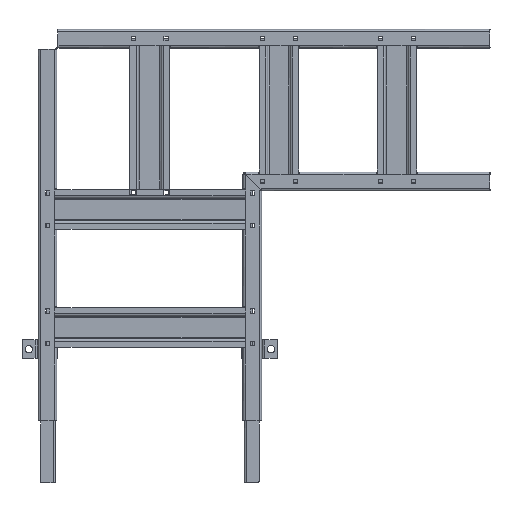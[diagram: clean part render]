
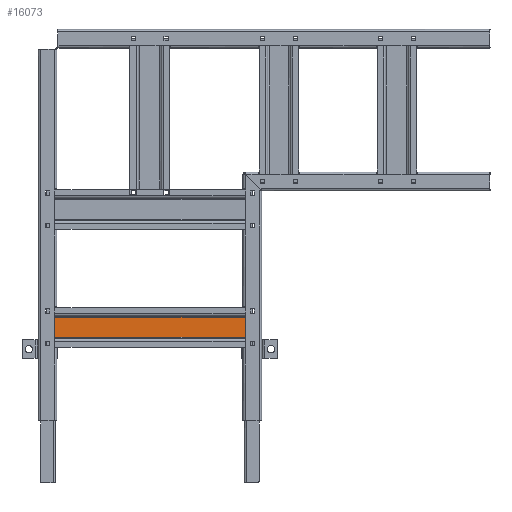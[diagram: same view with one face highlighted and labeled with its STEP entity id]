
A CAD part, front view. The second image highlights one B-rep face of the part: STEP entity #16073.
In plain terms, the highlighted free-form (B-spline) face has degree [1, 1] with [2, 2] control points.
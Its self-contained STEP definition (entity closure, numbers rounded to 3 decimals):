
#16073 = ADVANCED_FACE('',(#16074),#16104,.F.);
#16074 = FACE_BOUND('',#16075,.T.);
#16075 = EDGE_LOOP('',(#16076,#16085,#16092,#16099));
#16076 = ORIENTED_EDGE('',*,*,#16077,.F.);
#16077 = EDGE_CURVE('',#16078,#16080,#16082,.T.);
#16078 = VERTEX_POINT('',#16079);
#16079 = CARTESIAN_POINT('',(942.553,1081.887,
    1481.42));
#16080 = VERTEX_POINT('',#16081);
#16081 = CARTESIAN_POINT('',(459.384,1081.887,
    1481.42));
#16082 = B_SPLINE_CURVE_WITH_KNOTS('',1,(#16083,#16084),.UNSPECIFIED.,
  .F.,.F.,(2,2),(0.,356.),.PIECEWISE_BEZIER_KNOTS.);
#16083 = CARTESIAN_POINT('',(942.553,1081.887,
    1481.42));
#16084 = CARTESIAN_POINT('',(459.384,1081.887,
    1481.42));
#16085 = ORIENTED_EDGE('',*,*,#16086,.F.);
#16086 = EDGE_CURVE('',#16087,#16078,#16089,.T.);
#16087 = VERTEX_POINT('',#16088);
#16088 = CARTESIAN_POINT('',(942.553,1081.887,
    1524.851));
#16089 = B_SPLINE_CURVE_WITH_KNOTS('',1,(#16090,#16091),.UNSPECIFIED.,
  .F.,.F.,(2,2),(-36.,-4.),.PIECEWISE_BEZIER_KNOTS.);
#16090 = CARTESIAN_POINT('',(942.553,1081.887,
    1524.851));
#16091 = CARTESIAN_POINT('',(942.553,1081.887,
    1481.42));
#16092 = ORIENTED_EDGE('',*,*,#16093,.F.);
#16093 = EDGE_CURVE('',#16094,#16087,#16096,.T.);
#16094 = VERTEX_POINT('',#16095);
#16095 = CARTESIAN_POINT('',(459.384,1081.887,
    1524.851));
#16096 = B_SPLINE_CURVE_WITH_KNOTS('',1,(#16097,#16098),.UNSPECIFIED.,
  .F.,.F.,(2,2),(0.,356.),.PIECEWISE_BEZIER_KNOTS.);
#16097 = CARTESIAN_POINT('',(459.384,1081.887,
    1524.851));
#16098 = CARTESIAN_POINT('',(942.553,1081.887,
    1524.851));
#16099 = ORIENTED_EDGE('',*,*,#16100,.F.);
#16100 = EDGE_CURVE('',#16080,#16094,#16101,.T.);
#16101 = B_SPLINE_CURVE_WITH_KNOTS('',1,(#16102,#16103),.UNSPECIFIED.,
  .F.,.F.,(2,2),(4.,36.),.PIECEWISE_BEZIER_KNOTS.);
#16102 = CARTESIAN_POINT('',(459.384,1081.887,
    1481.42));
#16103 = CARTESIAN_POINT('',(459.384,1081.887,
    1524.851));
#16104 = B_SPLINE_SURFACE_WITH_KNOTS('',1,1,(
    (#16105,#16106)
    ,(#16107,#16108
    )),.UNSPECIFIED.,.F.,.F.,.F.,(2,2),(2,2),(-16.,16.),(-178.,178.),
  .PIECEWISE_BEZIER_KNOTS.);
#16105 = CARTESIAN_POINT('',(459.384,1081.887,
    1481.42));
#16106 = CARTESIAN_POINT('',(942.553,1081.887,
    1481.42));
#16107 = CARTESIAN_POINT('',(459.384,1081.887,
    1524.851));
#16108 = CARTESIAN_POINT('',(942.553,1081.887,
    1524.851));
